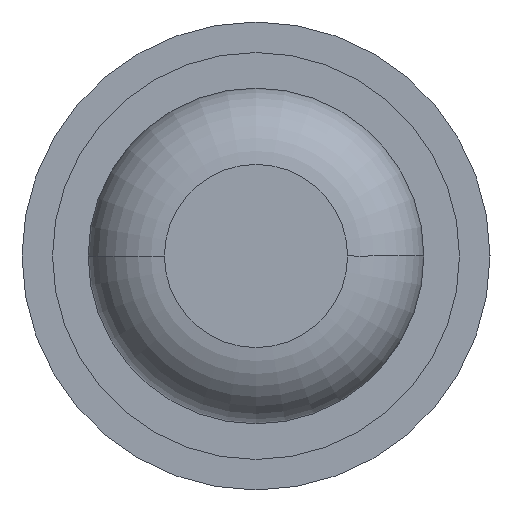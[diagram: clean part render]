
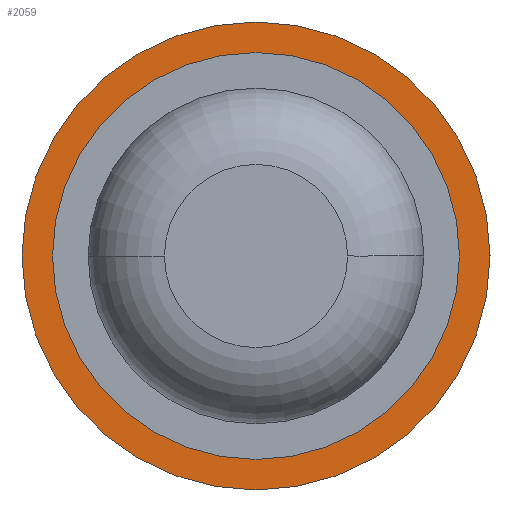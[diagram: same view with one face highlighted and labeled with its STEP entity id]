
A CAD part, front view. The second image highlights one B-rep face of the part: STEP entity #2059.
In plain terms, the highlighted planar face has unit normal (0, -1, 0).
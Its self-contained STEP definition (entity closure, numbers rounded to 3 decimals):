
#78 = EDGE_LOOP ( 'NONE', ( #1744, #3439 ) ) ;
#307 = DIRECTION ( 'NONE',  ( 0., 0., -1. ) ) ;
#404 = CARTESIAN_POINT ( 'NONE',  ( 0., 5.3, 0. ) ) ;
#450 = VERTEX_POINT ( 'NONE', #2962 ) ;
#463 = CARTESIAN_POINT ( 'NONE',  ( 0., 5.3, 0. ) ) ;
#597 = CARTESIAN_POINT ( 'NONE',  ( -1.15, 5.3, 0. ) ) ;
#664 = VERTEX_POINT ( 'NONE', #1442 ) ;
#673 = DIRECTION ( 'NONE',  ( 0., 1., 0. ) ) ;
#868 = CIRCLE ( 'NONE', #3205, 0.5 ) ;
#870 = EDGE_CURVE ( 'Defeature ausgef�hrt1_11+Defeature ausgef�hrt1_9+Defeature ausgef�hrt1_9+Defeature ausgef�hrt1_9', #664, #1017, #1323, .T. ) ;
#1017 = VERTEX_POINT ( 'NONE', #1910 ) ;
#1315 = AXIS2_PLACEMENT_3D ( 'NONE', #404, #3493, #1548 ) ;
#1323 = CIRCLE ( 'NONE', #1315, 0.5 ) ;
#1442 = CARTESIAN_POINT ( 'NONE',  ( 0., 5.3, 0.5 ) ) ;
#1534 = EDGE_CURVE ( 'Defeature ausgef�hrt1_11+Defeature ausgef�hrt1_9+Defeature ausgef�hrt1_9+Defeature ausgef�hrt1_9', #1017, #664, #868, .T. ) ;
#1548 = DIRECTION ( 'NONE',  ( 0., 0., 1. ) ) ;
#1723 = FACE_OUTER_BOUND ( 'NONE', #78, .T. ) ;
#1744 = ORIENTED_EDGE ( 'NONE', *, *, #2155, .F. ) ;
#1821 = CARTESIAN_POINT ( 'NONE',  ( 0., 5.3, 0. ) ) ;
#1857 = AXIS2_PLACEMENT_3D ( 'NONE', #597, #2037, #307 ) ;
#1867 = CIRCLE ( 'NONE', #2175, 1.15 ) ;
#1877 = AXIS2_PLACEMENT_3D ( 'NONE', #1821, #673, #2108 ) ;
#1893 = CARTESIAN_POINT ( 'NONE',  ( 0., 5.3, 1.15 ) ) ;
#1905 = DIRECTION ( 'NONE',  ( 0., 1., 0. ) ) ;
#1910 = CARTESIAN_POINT ( 'NONE',  ( 0., 5.3, -0.5 ) ) ;
#1929 = CIRCLE ( 'NONE', #1877, 1.15 ) ;
#2037 = DIRECTION ( 'NONE',  ( 0., -1., 0. ) ) ;
#2059 = ADVANCED_FACE ( 'Defeature ausgef�hrt1_11', ( #3200, #1723 ), #3161, .T. ) ;
#2071 = EDGE_LOOP ( 'NONE', ( #2099, #2859 ) ) ;
#2078 = DIRECTION ( 'NONE',  ( 0., 0., 1. ) ) ;
#2099 = ORIENTED_EDGE ( 'NONE', *, *, #870, .T. ) ;
#2108 = DIRECTION ( 'NONE',  ( 0., 0., 1. ) ) ;
#2155 = EDGE_CURVE ( 'Defeature ausgef�hrt1_10+Defeature ausgef�hrt1_11+Defeature ausgef�hrt1_11+Defeature ausgef�hrt1_11', #2481, #450, #1867, .T. ) ;
#2161 = DIRECTION ( 'NONE',  ( 0., 0., 1. ) ) ;
#2175 = AXIS2_PLACEMENT_3D ( 'NONE', #2902, #2614, #2078 ) ;
#2481 = VERTEX_POINT ( 'NONE', #1893 ) ;
#2614 = DIRECTION ( 'NONE',  ( 0., 1., 0. ) ) ;
#2859 = ORIENTED_EDGE ( 'NONE', *, *, #1534, .T. ) ;
#2902 = CARTESIAN_POINT ( 'NONE',  ( 0., 5.3, 0. ) ) ;
#2962 = CARTESIAN_POINT ( 'NONE',  ( 0., 5.3, -1.15 ) ) ;
#3161 = PLANE ( 'NONE',  #1857 ) ;
#3200 = FACE_BOUND ( 'NONE', #2071, .T. ) ;
#3205 = AXIS2_PLACEMENT_3D ( 'NONE', #463, #1905, #2161 ) ;
#3281 = EDGE_CURVE ( 'Defeature ausgef�hrt1_10+Defeature ausgef�hrt1_11+Defeature ausgef�hrt1_11+Defeature ausgef�hrt1_11', #450, #2481, #1929, .T. ) ;
#3439 = ORIENTED_EDGE ( 'NONE', *, *, #3281, .F. ) ;
#3493 = DIRECTION ( 'NONE',  ( 0., 1., 0. ) ) ;
